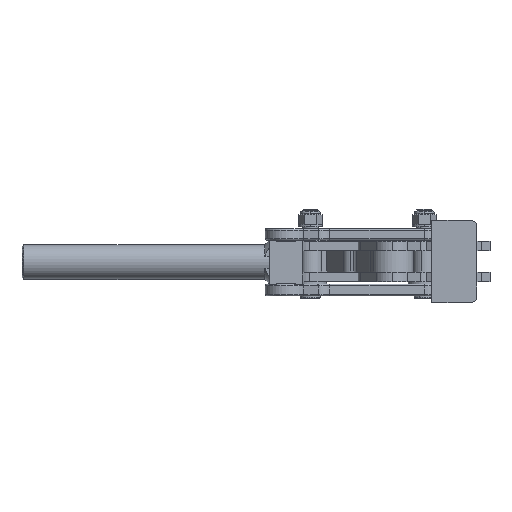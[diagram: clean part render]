
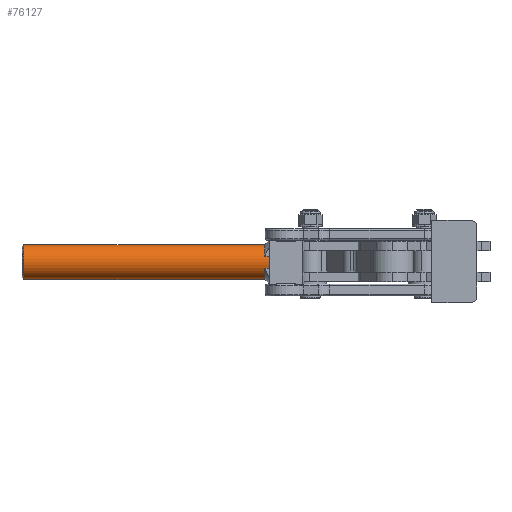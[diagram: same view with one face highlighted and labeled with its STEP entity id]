
A CAD part, left-side view. The second image highlights one B-rep face of the part: STEP entity #76127.
In plain terms, the highlighted cylindrical face has radius 10.625 mm (diameter 21.25 mm), a partial arc.
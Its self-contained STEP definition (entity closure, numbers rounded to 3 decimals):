
#73323 = CARTESIAN_POINT ( 'NONE',  ( -161., 0., 31.325 ) ) ;
#73326 = CARTESIAN_POINT ( 'NONE',  ( -161., 0., 10.075 ) ) ;
#73634 = DIRECTION ( 'NONE',  ( 0., 0., 1. ) ) ;
#73635 = DIRECTION ( 'NONE',  ( -1., 0., 0. ) ) ;
#73636 = CARTESIAN_POINT ( 'NONE',  ( -10., 0., 20.7 ) ) ;
#73637 = AXIS2_PLACEMENT_3D ( 'NONE', #73636, #73635, #73634 ) ;
#73638 = CIRCLE ( 'NONE', #73637, 10.625 ) ;
#73639 = DIRECTION ( 'NONE',  ( 1., 0., 0. ) ) ;
#73640 = VECTOR ( 'NONE', #73639, 1000. ) ;
#73641 = CARTESIAN_POINT ( 'NONE',  ( -162., 0., 31.325 ) ) ;
#73642 = LINE ( 'NONE', #73641, #73640 ) ;
#73643 = CARTESIAN_POINT ( 'NONE',  ( -10., 0., 31.325 ) ) ;
#73649 = CARTESIAN_POINT ( 'NONE',  ( -10., 0., 10.075 ) ) ;
#73698 = DIRECTION ( 'NONE',  ( 0., 0., 1. ) ) ;
#73699 = DIRECTION ( 'NONE',  ( 1., 0., 0. ) ) ;
#73700 = CARTESIAN_POINT ( 'NONE',  ( -161., 0., 20.7 ) ) ;
#73701 = AXIS2_PLACEMENT_3D ( 'NONE', #73700, #73699, #73698 ) ;
#73702 = CIRCLE ( 'NONE', #73701, 10.625 ) ;
#73708 = DIRECTION ( 'NONE',  ( 0., 0., -1. ) ) ;
#73709 = DIRECTION ( 'NONE',  ( 1., 0., 0. ) ) ;
#73710 = AXIS2_PLACEMENT_3D ( 'NONE', #73712, #73709, #73708 ) ;
#73711 = CYLINDRICAL_SURFACE ( 'NONE', #73710, 10.625 ) ;
#73712 = CARTESIAN_POINT ( 'NONE',  ( -162., 0., 20.7 ) ) ;
#73713 = FACE_OUTER_BOUND ( 'NONE', #76130, .T. ) ;
#73723 = DIRECTION ( 'NONE',  ( 1., 0., 0. ) ) ;
#73724 = VECTOR ( 'NONE', #73723, 1000. ) ;
#73725 = CARTESIAN_POINT ( 'NONE',  ( -162., 0., 10.075 ) ) ;
#73726 = LINE ( 'NONE', #73725, #73724 ) ;
#74624 = VERTEX_POINT ( 'NONE', #73326 ) ;
#75331 = VERTEX_POINT ( 'NONE', #73323 ) ;
#76075 = VERTEX_POINT ( 'NONE', #73649 ) ;
#76078 = VERTEX_POINT ( 'NONE', #73643 ) ;
#76081 = EDGE_CURVE ( 'NONE', #75331, #76078, #73642, .T. ) ;
#76087 = EDGE_CURVE ( 'NONE', #76075, #76078, #73638, .T. ) ;
#76107 = EDGE_CURVE ( 'NONE', #74624, #76075, #73726, .T. ) ;
#76108 = ORIENTED_EDGE ( 'NONE', *, *, #76087, .T. ) ;
#76119 = ORIENTED_EDGE ( 'NONE', *, *, #76107, .T. ) ;
#76127 = ADVANCED_FACE ( 'NONE', ( #73713 ), #73711, .T. ) ;
#76128 = ORIENTED_EDGE ( 'NONE', *, *, #76135, .T. ) ;
#76129 = ORIENTED_EDGE ( 'NONE', *, *, #76081, .F. ) ;
#76130 = EDGE_LOOP ( 'NONE', ( #76129, #76128, #76119, #76108 ) ) ;
#76135 = EDGE_CURVE ( 'NONE', #75331, #74624, #73702, .T. ) ;
